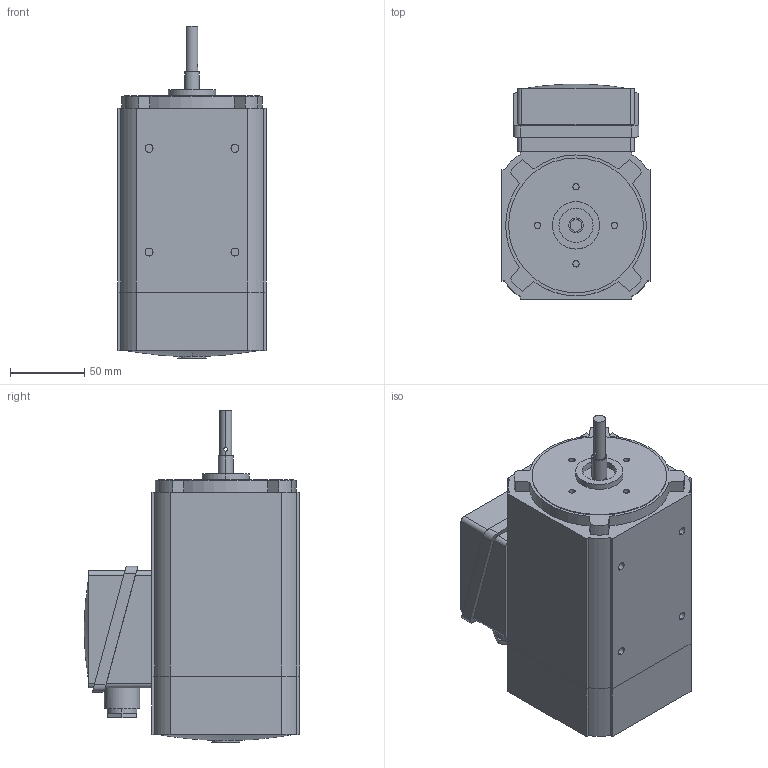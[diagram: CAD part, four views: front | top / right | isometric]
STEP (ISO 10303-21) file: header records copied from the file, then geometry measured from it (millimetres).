
FILE_DESCRIPTION (( 'STEP AP214' ), '1' );
FILE_NAME ('IGL90-60.STEP', '2023-05-17T08:00:52', ( '' ), ( '' ), 'SwSTEP 2.0', 'SolidWorks 2020', '' );
FILE_SCHEMA (( 'AUTOMOTIVE_DESIGN' ));
Length unit declared in the file: millimetre
Products named in the file (1): IGL90-60
Bounding box: 100 x 145.5 x 224 mm (x, y, z)
Volume: 1952339.4 mm3; surface area: 106416.9 mm2
Topology: 1 solids, 1 shells, 186 faces, 457 edges, 293 vertices
Faces by surface type: plane 107, cylinder 72, sphere 7
Entity records: 5596 total; most frequent: CARTESIAN_POINT 1071, DIRECTION 974, ORIENTED_EDGE 914, EDGE_CURVE 457, AXIS2_PLACEMENT_3D 352, VERTEX_POINT 293, LINE 270, VECTOR 270
